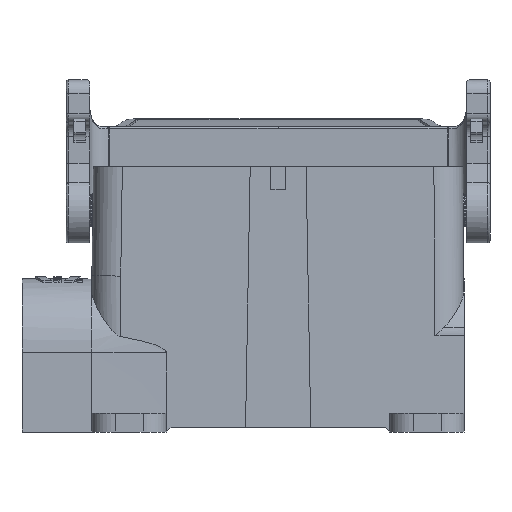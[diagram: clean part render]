
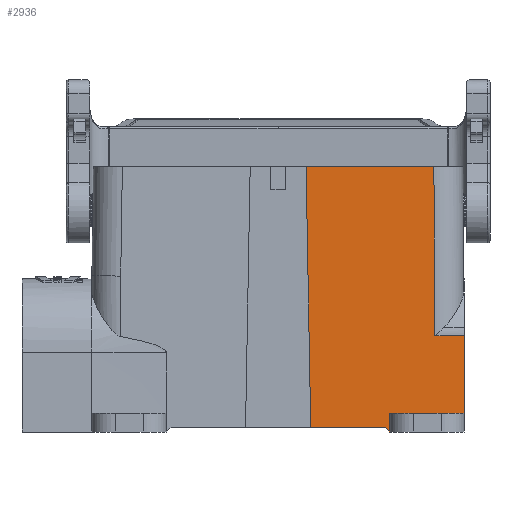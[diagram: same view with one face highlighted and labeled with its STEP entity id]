
A CAD part, front view. The second image highlights one B-rep face of the part: STEP entity #2936.
In plain terms, the highlighted planar face has unit normal (0, -1, 0.007).
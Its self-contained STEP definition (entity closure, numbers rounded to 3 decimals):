
#2575=PLANE('',#14403);
#2936=ADVANCED_FACE('',(#3544),#2575,.T.);
#3544=FACE_OUTER_BOUND('',#4016,.T.);
#4016=EDGE_LOOP('',(#5690,#5691,#5692,#5693,#5694,#5695,#5696,#5697,#5698));
#5690=ORIENTED_EDGE('',*,*,#7986,.F.);
#5691=ORIENTED_EDGE('',*,*,#8285,.T.);
#5692=ORIENTED_EDGE('',*,*,#8286,.T.);
#5693=ORIENTED_EDGE('',*,*,#8271,.T.);
#5694=ORIENTED_EDGE('',*,*,#8287,.F.);
#5695=ORIENTED_EDGE('',*,*,#8288,.T.);
#5696=ORIENTED_EDGE('',*,*,#8289,.T.);
#5697=ORIENTED_EDGE('',*,*,#8214,.F.);
#5698=ORIENTED_EDGE('',*,*,#8290,.T.);
#7006=VERTEX_POINT('',#21244);
#7007=VERTEX_POINT('',#21246);
#7199=VERTEX_POINT('',#22251);
#7200=VERTEX_POINT('',#22253);
#7242=VERTEX_POINT('',#22423);
#7244=VERTEX_POINT('',#22426);
#7254=VERTEX_POINT('',#22452);
#7255=VERTEX_POINT('',#22455);
#7256=VERTEX_POINT('',#22457);
#7986=EDGE_CURVE('',#7006,#7007,#11389,.T.);
#8214=EDGE_CURVE('',#7199,#7200,#11514,.T.);
#8271=EDGE_CURVE('',#7244,#7242,#11543,.T.);
#8285=EDGE_CURVE('',#7006,#7254,#11553,.T.);
#8286=EDGE_CURVE('',#7254,#7244,#11554,.T.);
#8287=EDGE_CURVE('',#7255,#7242,#11555,.T.);
#8288=EDGE_CURVE('',#7255,#7256,#11556,.T.);
#8289=EDGE_CURVE('',#7256,#7200,#11557,.T.);
#8290=EDGE_CURVE('',#7199,#7007,#11558,.T.);
#11389=LINE('',#21245,#12141);
#11514=LINE('',#22252,#12266);
#11543=LINE('',#22425,#12295);
#11553=LINE('',#22451,#12305);
#11554=LINE('',#22453,#12306);
#11555=LINE('',#22454,#12307);
#11556=LINE('',#22456,#12308);
#11557=LINE('',#22458,#12309);
#11558=LINE('',#22459,#12310);
#12141=VECTOR('',#15651,1.);
#12266=VECTOR('',#15918,1.);
#12295=VECTOR('',#16001,1.);
#12305=VECTOR('',#16023,1.);
#12306=VECTOR('',#16024,1.);
#12307=VECTOR('',#16025,1.);
#12308=VECTOR('',#16026,1.);
#12309=VECTOR('',#16027,1.);
#12310=VECTOR('',#16028,1.);
#14403=AXIS2_PLACEMENT_3D('',#22460,#16029,#16030);
#15651=DIRECTION('',(0.,-0.007,-1.));
#15918=DIRECTION('',(0.,-0.007,-1.));
#16001=DIRECTION('',(-1.,0.,0.));
#16023=DIRECTION('',(-1.,0.,0.));
#16024=DIRECTION('',(-0.006,0.007,1.));
#16025=DIRECTION('',(-0.018,0.007,1.));
#16026=DIRECTION('',(1.,0.,0.));
#16027=DIRECTION('',(0.707,-0.005,-0.707));
#16028=DIRECTION('',(1.,0.,0.));
#16029=DIRECTION('',(0.,-1.,0.007));
#16030=DIRECTION('',(0.,-0.007,-1.));
#21244=CARTESIAN_POINT('',(40.,-15.33,-27.134));
#21245=CARTESIAN_POINT('',(40.,-15.324,-26.349));
#21246=CARTESIAN_POINT('',(40.,-15.448,-44.));
#22251=CARTESIAN_POINT('',(24.,-15.448,-44.));
#22252=CARTESIAN_POINT('',(24.,-15.475,-47.85));
#22253=CARTESIAN_POINT('',(24.,-15.475,-47.85));
#22423=CARTESIAN_POINT('',(6.,-15.075,9.15));
#22425=CARTESIAN_POINT('',(39.65,-15.075,9.15));
#22426=CARTESIAN_POINT('',(33.45,-15.075,9.15));
#22451=CARTESIAN_POINT('',(40.,-15.33,-27.134));
#22452=CARTESIAN_POINT('',(33.673,-15.33,-27.134));
#22453=CARTESIAN_POINT('',(33.45,-15.075,9.112));
#22454=CARTESIAN_POINT('',(7.028,-15.479,-48.439));
#22455=CARTESIAN_POINT('',(7.,-15.468,-46.85));
#22456=CARTESIAN_POINT('',(40.,-15.468,-46.85));
#22457=CARTESIAN_POINT('',(23.,-15.468,-46.85));
#22458=CARTESIAN_POINT('',(22.907,-15.467,-46.757));
#22459=CARTESIAN_POINT('',(40.,-15.448,-44.));
#22460=CARTESIAN_POINT('',(40.,-15.475,-47.85));
